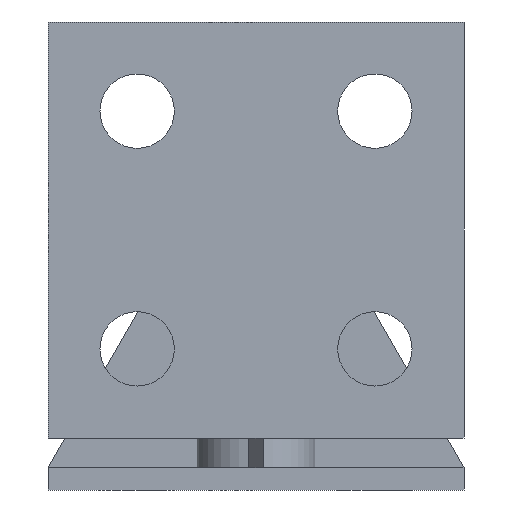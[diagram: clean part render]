
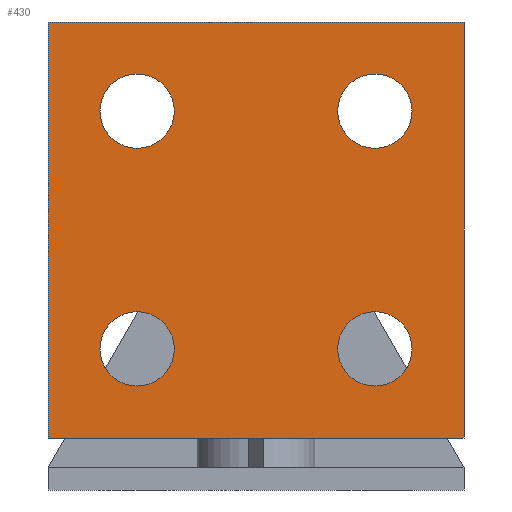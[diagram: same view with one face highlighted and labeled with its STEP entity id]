
A CAD part, front view. The second image highlights one B-rep face of the part: STEP entity #430.
In plain terms, the highlighted planar face has unit normal (0, -1, 0).
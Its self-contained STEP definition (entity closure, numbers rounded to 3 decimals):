
#126=LINE('',#2326,#230);
#128=LINE('',#2330,#232);
#133=LINE('',#2346,#237);
#134=LINE('',#2348,#238);
#230=VECTOR('',#1900,1.);
#232=VECTOR('',#1904,1.);
#237=VECTOR('',#1919,1.);
#238=VECTOR('',#1920,1.);
#310=PLANE('',#1545);
#430=ADVANCED_FACE('',(#513,#514,#515,#516,#517),#310,.F.);
#513=FACE_BOUND('',#633,.T.);
#514=FACE_BOUND('',#634,.T.);
#515=FACE_BOUND('',#635,.T.);
#516=FACE_BOUND('',#636,.T.);
#517=FACE_BOUND('',#637,.T.);
#633=EDGE_LOOP('',(#940));
#634=EDGE_LOOP('',(#941));
#635=EDGE_LOOP('',(#942));
#636=EDGE_LOOP('',(#943));
#637=EDGE_LOOP('',(#944,#945,#946,#947));
#940=ORIENTED_EDGE('',*,*,#1325,.F.);
#941=ORIENTED_EDGE('',*,*,#1326,.F.);
#942=ORIENTED_EDGE('',*,*,#1327,.F.);
#943=ORIENTED_EDGE('',*,*,#1328,.F.);
#944=ORIENTED_EDGE('',*,*,#1318,.T.);
#945=ORIENTED_EDGE('',*,*,#1320,.F.);
#946=ORIENTED_EDGE('',*,*,#1329,.F.);
#947=ORIENTED_EDGE('',*,*,#1330,.T.);
#1152=VERTEX_POINT('',#2325);
#1153=VERTEX_POINT('',#2327);
#1154=VERTEX_POINT('',#2331);
#1156=VERTEX_POINT('',#2339);
#1157=VERTEX_POINT('',#2341);
#1158=VERTEX_POINT('',#2343);
#1159=VERTEX_POINT('',#2345);
#1160=VERTEX_POINT('',#2347);
#1318=EDGE_CURVE('',#1153,#1152,#126,.T.);
#1320=EDGE_CURVE('',#1154,#1152,#128,.T.);
#1325=EDGE_CURVE('',#1156,#1156,#1410,.T.);
#1326=EDGE_CURVE('',#1157,#1157,#1411,.T.);
#1327=EDGE_CURVE('',#1158,#1158,#1412,.T.);
#1328=EDGE_CURVE('',#1159,#1159,#1413,.T.);
#1329=EDGE_CURVE('',#1160,#1154,#133,.T.);
#1330=EDGE_CURVE('',#1160,#1153,#134,.T.);
#1410=CIRCLE('',#1541,25.);
#1411=CIRCLE('',#1542,25.);
#1412=CIRCLE('',#1543,25.);
#1413=CIRCLE('',#1544,25.);
#1541=AXIS2_PLACEMENT_3D('',#2338,#1911,#1912);
#1542=AXIS2_PLACEMENT_3D('',#2340,#1913,#1914);
#1543=AXIS2_PLACEMENT_3D('',#2342,#1915,#1916);
#1544=AXIS2_PLACEMENT_3D('',#2344,#1917,#1918);
#1545=AXIS2_PLACEMENT_3D('',#2349,#1921,#1922);
#1900=DIRECTION('',(1.,0.,0.));
#1904=DIRECTION('',(0.,0.,-1.));
#1911=DIRECTION('',(0.,-1.,0.));
#1912=DIRECTION('',(1.,0.,0.));
#1913=DIRECTION('',(0.,-1.,0.));
#1914=DIRECTION('',(1.,0.,0.));
#1915=DIRECTION('',(0.,-1.,0.));
#1916=DIRECTION('',(-1.,0.,0.));
#1917=DIRECTION('',(0.,-1.,0.));
#1918=DIRECTION('',(-1.,0.,0.));
#1919=DIRECTION('',(1.,0.,0.));
#1920=DIRECTION('',(0.,0.,-1.));
#1921=DIRECTION('',(0.,1.,0.));
#1922=DIRECTION('',(1.,0.,0.));
#2325=CARTESIAN_POINT('',(140.,-175.,35.));
#2326=CARTESIAN_POINT('',(0.,-175.,35.));
#2327=CARTESIAN_POINT('',(-140.,-175.,35.));
#2330=CARTESIAN_POINT('',(140.,-175.,175.));
#2331=CARTESIAN_POINT('',(140.,-175.,315.));
#2338=CARTESIAN_POINT('',(-80.,-175.,95.));
#2339=CARTESIAN_POINT('',(-55.,-175.,95.));
#2340=CARTESIAN_POINT('',(-80.,-175.,255.));
#2341=CARTESIAN_POINT('',(-55.,-175.,255.));
#2342=CARTESIAN_POINT('',(80.,-175.,255.));
#2343=CARTESIAN_POINT('',(55.,-175.,255.));
#2344=CARTESIAN_POINT('',(80.,-175.,95.));
#2345=CARTESIAN_POINT('',(55.,-175.,95.));
#2346=CARTESIAN_POINT('',(-140.,-175.,315.));
#2347=CARTESIAN_POINT('',(-140.,-175.,315.));
#2348=CARTESIAN_POINT('',(-140.,-175.,35.));
#2349=CARTESIAN_POINT('',(0.,-175.,175.));
